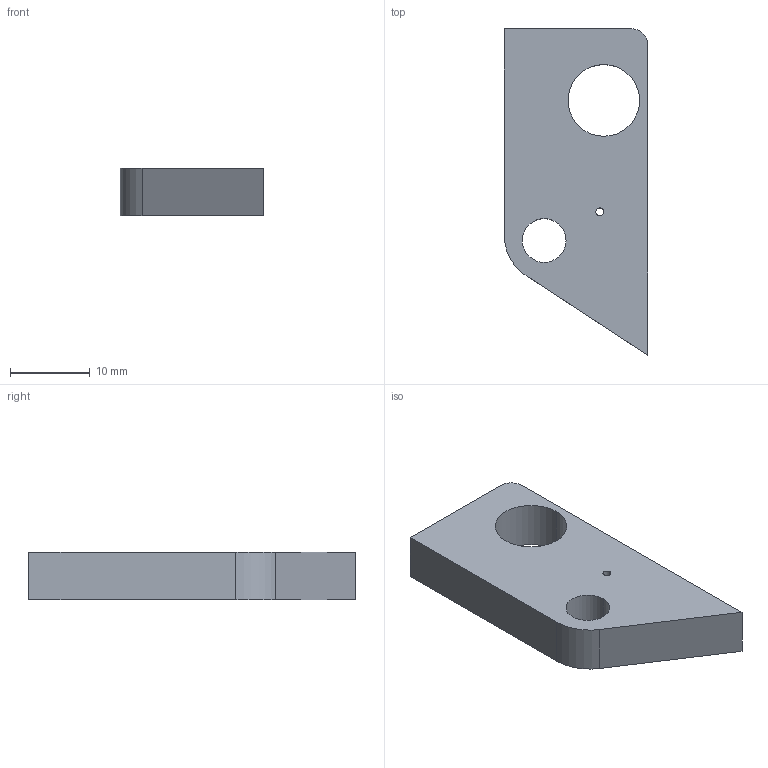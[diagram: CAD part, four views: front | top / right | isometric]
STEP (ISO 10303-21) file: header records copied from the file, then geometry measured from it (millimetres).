
FILE_DESCRIPTION((''),'2;1');
FILE_NAME('PRT0001','2019-07-05T11:05:21',('andres'),(''),'CREO PARAMETRIC BY PTC INC, 2018500','CREO PARAMETRIC BY PTC INC, 2018500','');
FILE_SCHEMA(('CONFIG_CONTROL_DESIGN'));
Length unit declared in the file: millimetre
Products named in the file (1): PRT0001
Bounding box: 18 x 41 x 6 mm (x, y, z)
Volume: 3173.4 mm3; surface area: 2262.3 mm2
Topology: 1 solids, 3 shells, 28 faces, 72 edges, 46 vertices
Faces by surface type: cylinder 16, plane 8, cone 4
Entity records: 897 total; most frequent: DIRECTION 162, CARTESIAN_POINT 143, ORIENTED_EDGE 128, EDGE_CURVE 68, AXIS2_PLACEMENT_3D 65, VERTEX_POINT 46, EDGE_LOOP 38, CIRCLE 36
